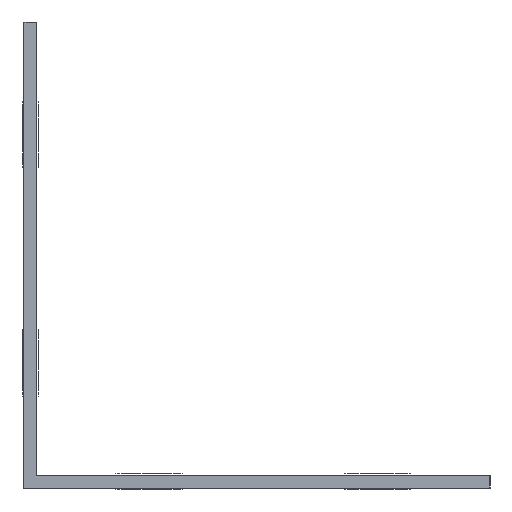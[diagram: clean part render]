
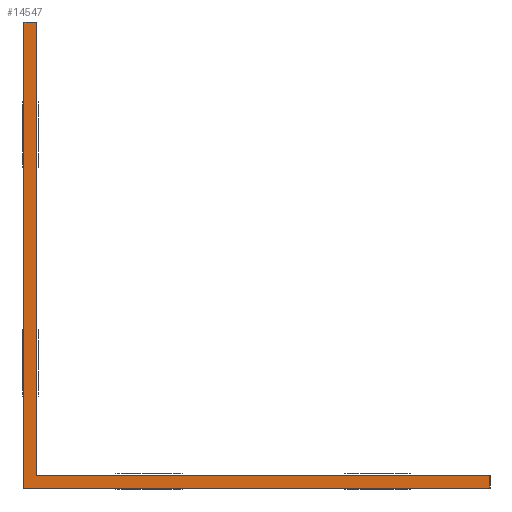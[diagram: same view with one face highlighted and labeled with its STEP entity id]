
A CAD part, left-side view. The second image highlights one B-rep face of the part: STEP entity #14547.
In plain terms, the highlighted planar face has unit normal (-1, 0, 0).
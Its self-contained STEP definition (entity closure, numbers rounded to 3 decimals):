
#3021=FACE_OUTER_BOUND('',#3629,.T.);
#3629=EDGE_LOOP('',(#11520,#11521,#11522,#11523,#11524,#11525));
#4233=LINE('',#21802,#5451);
#4237=LINE('',#21811,#5455);
#4244=LINE('',#21824,#5462);
#4246=LINE('',#21827,#5464);
#4247=LINE('',#21830,#5465);
#4248=LINE('',#21831,#5466);
#5451=VECTOR('',#16965,1.);
#5455=VECTOR('',#16971,1.);
#5462=VECTOR('',#16982,1.);
#5464=VECTOR('',#16986,1.);
#5465=VECTOR('',#16989,1.);
#5466=VECTOR('',#16990,1.);
#6669=VERTEX_POINT('',#21799);
#6670=VERTEX_POINT('',#21801);
#6673=VERTEX_POINT('',#21808);
#6674=VERTEX_POINT('',#21810);
#6678=VERTEX_POINT('',#21823);
#6679=VERTEX_POINT('',#21829);
#9081=EDGE_CURVE('',#6669,#6670,#4233,.T.);
#9085=EDGE_CURVE('',#6673,#6674,#4237,.T.);
#9092=EDGE_CURVE('',#6678,#6674,#4244,.T.);
#9094=EDGE_CURVE('',#6678,#6669,#4246,.T.);
#9095=EDGE_CURVE('',#6679,#6673,#4247,.T.);
#9096=EDGE_CURVE('',#6670,#6679,#4248,.T.);
#11520=ORIENTED_EDGE('',*,*,#9095,.F.);
#11521=ORIENTED_EDGE('',*,*,#9096,.F.);
#11522=ORIENTED_EDGE('',*,*,#9081,.F.);
#11523=ORIENTED_EDGE('',*,*,#9094,.F.);
#11524=ORIENTED_EDGE('',*,*,#9092,.T.);
#11525=ORIENTED_EDGE('',*,*,#9085,.F.);
#13939=PLANE('',#15157);
#14547=ADVANCED_FACE('',(#3021),#13939,.F.);
#15157=AXIS2_PLACEMENT_3D('',#21828,#16987,#16988);
#16965=DIRECTION('',(0.,0.,-1.));
#16971=DIRECTION('',(0.,-1.,0.));
#16982=DIRECTION('',(0.,0.,1.));
#16986=DIRECTION('',(0.,-1.,0.));
#16987=DIRECTION('center_axis',(1.,0.,0.));
#16988=DIRECTION('ref_axis',(0.,0.,-1.));
#16989=DIRECTION('',(0.,0.,1.));
#16990=DIRECTION('',(0.,1.,0.));
#21799=CARTESIAN_POINT('',(25.466,27.847,1.361));
#21801=CARTESIAN_POINT('',(25.466,27.847,0.011));
#21802=CARTESIAN_POINT('',(25.466,27.847,1.361));
#21808=CARTESIAN_POINT('',(25.466,76.847,49.011));
#21810=CARTESIAN_POINT('',(25.466,75.497,49.011));
#21811=CARTESIAN_POINT('',(25.466,76.847,49.011));
#21823=CARTESIAN_POINT('',(25.466,75.497,1.361));
#21824=CARTESIAN_POINT('',(25.466,75.497,0.011));
#21827=CARTESIAN_POINT('',(25.466,76.847,1.361));
#21828=CARTESIAN_POINT('Origin',(25.466,64.597,0.686));
#21829=CARTESIAN_POINT('',(25.466,76.847,0.011));
#21830=CARTESIAN_POINT('',(25.466,76.847,0.011));
#21831=CARTESIAN_POINT('',(25.466,52.347,0.011));
